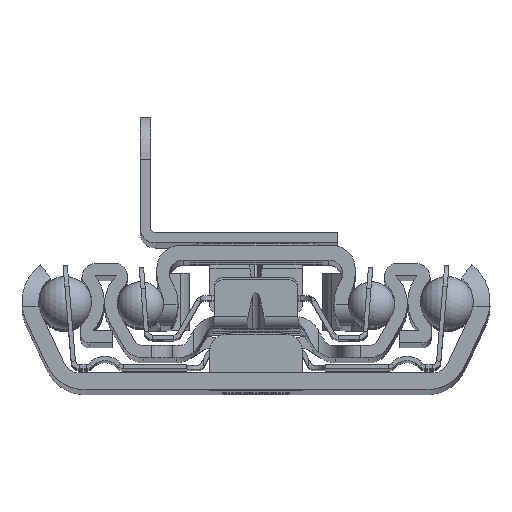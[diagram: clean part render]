
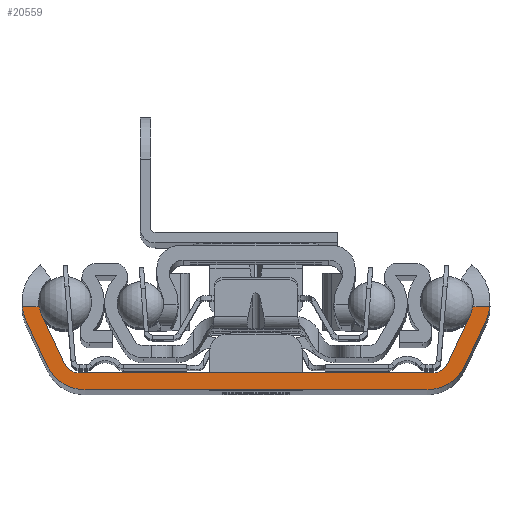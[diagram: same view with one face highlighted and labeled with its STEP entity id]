
A CAD part, top view. The second image highlights one B-rep face of the part: STEP entity #20559.
In plain terms, the highlighted planar face has unit normal (0, 0, 1).
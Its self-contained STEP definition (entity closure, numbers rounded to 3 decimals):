
#1008=FACE_OUTER_BOUND('',#2158,.T.);
#2158=EDGE_LOOP('',(#13585,#13586,#13587,#13588,#13589,#13590,#13591,#13592,
#13593,#13594,#13595,#13596,#13597,#13598,#13599,#13600));
#3385=CIRCLE('',#21771,5.49);
#3386=CIRCLE('',#21772,5.);
#3387=CIRCLE('',#21773,5.);
#3388=CIRCLE('',#21774,5.49);
#3389=CIRCLE('',#21775,3.5);
#3390=CIRCLE('',#21776,2.);
#3391=CIRCLE('',#21777,2.);
#3392=CIRCLE('',#21778,3.5);
#4292=LINE('',#30186,#6279);
#4293=LINE('',#30190,#6280);
#4294=LINE('',#30194,#6281);
#4295=LINE('',#30198,#6282);
#4296=LINE('',#30202,#6283);
#4297=LINE('',#30206,#6284);
#4298=LINE('',#30210,#6285);
#4299=LINE('',#30214,#6286);
#6279=VECTOR('',#23915,2.009);
#6280=VECTOR('',#23918,5.84);
#6281=VECTOR('',#23921,40.772);
#6282=VECTOR('',#23924,5.84);
#6283=VECTOR('',#23927,2.009);
#6284=VECTOR('',#23930,6.472);
#6285=VECTOR('',#23933,42.068);
#6286=VECTOR('',#23936,6.472);
#8266=VERTEX_POINT('',#30184);
#8267=VERTEX_POINT('',#30185);
#8268=VERTEX_POINT('',#30187);
#8269=VERTEX_POINT('',#30189);
#8270=VERTEX_POINT('',#30191);
#8271=VERTEX_POINT('',#30193);
#8272=VERTEX_POINT('',#30195);
#8273=VERTEX_POINT('',#30197);
#8274=VERTEX_POINT('',#30199);
#8275=VERTEX_POINT('',#30201);
#8276=VERTEX_POINT('',#30203);
#8277=VERTEX_POINT('',#30205);
#8278=VERTEX_POINT('',#30207);
#8279=VERTEX_POINT('',#30209);
#8280=VERTEX_POINT('',#30211);
#8281=VERTEX_POINT('',#30213);
#10401=EDGE_CURVE('',#8266,#8267,#4292,.T.);
#10402=EDGE_CURVE('',#8266,#8268,#3385,.T.);
#10403=EDGE_CURVE('',#8268,#8269,#4293,.T.);
#10404=EDGE_CURVE('',#8269,#8270,#3386,.T.);
#10405=EDGE_CURVE('',#8270,#8271,#4294,.T.);
#10406=EDGE_CURVE('',#8271,#8272,#3387,.T.);
#10407=EDGE_CURVE('',#8272,#8273,#4295,.T.);
#10408=EDGE_CURVE('',#8273,#8274,#3388,.T.);
#10409=EDGE_CURVE('',#8275,#8274,#4296,.T.);
#10410=EDGE_CURVE('',#8275,#8276,#3389,.T.);
#10411=EDGE_CURVE('',#8276,#8277,#4297,.T.);
#10412=EDGE_CURVE('',#8277,#8278,#3390,.T.);
#10413=EDGE_CURVE('',#8278,#8279,#4298,.T.);
#10414=EDGE_CURVE('',#8279,#8280,#3391,.T.);
#10415=EDGE_CURVE('',#8280,#8281,#4299,.T.);
#10416=EDGE_CURVE('',#8281,#8267,#3392,.T.);
#13585=ORIENTED_EDGE('',*,*,#10401,.F.);
#13586=ORIENTED_EDGE('',*,*,#10402,.T.);
#13587=ORIENTED_EDGE('',*,*,#10403,.T.);
#13588=ORIENTED_EDGE('',*,*,#10404,.T.);
#13589=ORIENTED_EDGE('',*,*,#10405,.T.);
#13590=ORIENTED_EDGE('',*,*,#10406,.T.);
#13591=ORIENTED_EDGE('',*,*,#10407,.T.);
#13592=ORIENTED_EDGE('',*,*,#10408,.T.);
#13593=ORIENTED_EDGE('',*,*,#10409,.F.);
#13594=ORIENTED_EDGE('',*,*,#10410,.T.);
#13595=ORIENTED_EDGE('',*,*,#10411,.T.);
#13596=ORIENTED_EDGE('',*,*,#10412,.T.);
#13597=ORIENTED_EDGE('',*,*,#10413,.T.);
#13598=ORIENTED_EDGE('',*,*,#10414,.T.);
#13599=ORIENTED_EDGE('',*,*,#10415,.T.);
#13600=ORIENTED_EDGE('',*,*,#10416,.T.);
#19953=PLANE('',#21770);
#20559=ADVANCED_FACE('',(#1008),#19953,.T.);
#21770=AXIS2_PLACEMENT_3D('',#30183,#23913,#23914);
#21771=AXIS2_PLACEMENT_3D('',#30188,#23916,#23917);
#21772=AXIS2_PLACEMENT_3D('',#30192,#23919,#23920);
#21773=AXIS2_PLACEMENT_3D('',#30196,#23922,#23923);
#21774=AXIS2_PLACEMENT_3D('',#30200,#23925,#23926);
#21775=AXIS2_PLACEMENT_3D('',#30204,#23928,#23929);
#21776=AXIS2_PLACEMENT_3D('',#30208,#23931,#23932);
#21777=AXIS2_PLACEMENT_3D('',#30212,#23934,#23935);
#21778=AXIS2_PLACEMENT_3D('',#30215,#23937,#23938);
#23913=DIRECTION('center_axis',(0.,0.,1.));
#23914=DIRECTION('ref_axis',(1.,0.,0.));
#23915=DIRECTION('',(1.,0.,0.));
#23916=DIRECTION('center_axis',(0.,0.,1.));
#23917=DIRECTION('ref_axis',(-0.994,-0.109,0.));
#23918=DIRECTION('',(0.423,-0.906,0.));
#23919=DIRECTION('center_axis',(0.,0.,1.));
#23920=DIRECTION('ref_axis',(-0.906,-0.423,0.));
#23921=DIRECTION('',(1.,0.,0.));
#23922=DIRECTION('center_axis',(0.,0.,1.));
#23923=DIRECTION('ref_axis',(0.,-1.,0.));
#23924=DIRECTION('',(0.423,0.906,0.));
#23925=DIRECTION('center_axis',(0.,0.,1.));
#23926=DIRECTION('ref_axis',(0.906,-0.423,0.));
#23927=DIRECTION('',(1.,0.,0.));
#23928=DIRECTION('center_axis',(0.,0.,-1.));
#23929=DIRECTION('ref_axis',(0.985,-0.171,0.));
#23930=DIRECTION('',(-0.423,-0.906,0.));
#23931=DIRECTION('center_axis',(0.,0.,-1.));
#23932=DIRECTION('ref_axis',(0.906,-0.423,0.));
#23933=DIRECTION('',(-1.,0.,0.));
#23934=DIRECTION('center_axis',(0.,0.,-1.));
#23935=DIRECTION('ref_axis',(0.,-1.,0.));
#23936=DIRECTION('',(-0.423,0.906,0.));
#23937=DIRECTION('center_axis',(0.,0.,-1.));
#23938=DIRECTION('ref_axis',(-0.906,-0.423,0.));
#30183=CARTESIAN_POINT('Origin',(0.,0.,0.));
#30184=CARTESIAN_POINT('',(-27.867,9.9,0.));
#30185=CARTESIAN_POINT('',(-25.858,9.9,0.));
#30186=CARTESIAN_POINT('',(-27.867,9.9,0.));
#30187=CARTESIAN_POINT('',(-27.386,8.18,0.));
#30188=CARTESIAN_POINT('Origin',(-22.41,10.5,0.));
#30189=CARTESIAN_POINT('',(-24.918,2.887,0.));
#30190=CARTESIAN_POINT('',(-27.386,8.18,0.));
#30191=CARTESIAN_POINT('',(-20.386,0.,0.));
#30192=CARTESIAN_POINT('Origin',(-20.386,5.,0.));
#30193=CARTESIAN_POINT('',(20.386,0.,0.));
#30194=CARTESIAN_POINT('',(-20.386,0.,0.));
#30195=CARTESIAN_POINT('',(24.918,2.887,0.));
#30196=CARTESIAN_POINT('Origin',(20.386,5.,0.));
#30197=CARTESIAN_POINT('',(27.386,8.18,0.));
#30198=CARTESIAN_POINT('',(24.918,2.887,0.));
#30199=CARTESIAN_POINT('',(27.867,9.9,0.));
#30200=CARTESIAN_POINT('Origin',(22.41,10.5,0.));
#30201=CARTESIAN_POINT('',(25.858,9.9,0.));
#30202=CARTESIAN_POINT('',(25.858,9.9,0.));
#30203=CARTESIAN_POINT('',(25.582,9.021,0.));
#30204=CARTESIAN_POINT('Origin',(22.41,10.5,0.));
#30205=CARTESIAN_POINT('',(22.847,3.155,0.));
#30206=CARTESIAN_POINT('',(25.582,9.021,0.));
#30207=CARTESIAN_POINT('',(21.034,2.,0.));
#30208=CARTESIAN_POINT('Origin',(21.034,4.,0.));
#30209=CARTESIAN_POINT('',(-21.034,2.,0.));
#30210=CARTESIAN_POINT('',(21.034,2.,0.));
#30211=CARTESIAN_POINT('',(-22.847,3.155,0.));
#30212=CARTESIAN_POINT('Origin',(-21.034,4.,0.));
#30213=CARTESIAN_POINT('',(-25.582,9.021,0.));
#30214=CARTESIAN_POINT('',(-22.847,3.155,0.));
#30215=CARTESIAN_POINT('Origin',(-22.41,10.5,0.));
